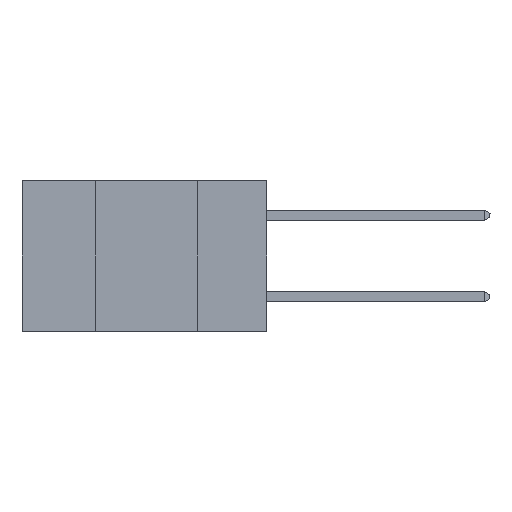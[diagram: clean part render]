
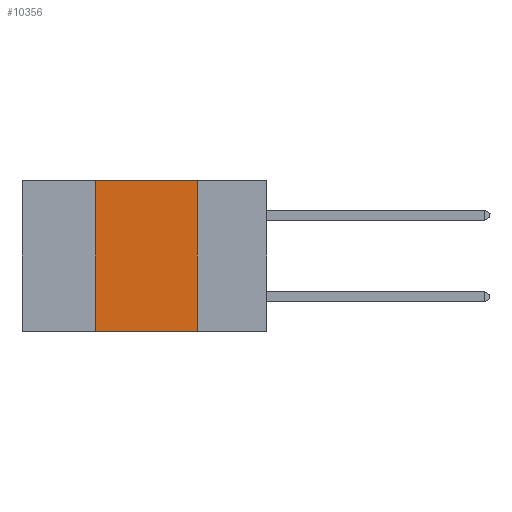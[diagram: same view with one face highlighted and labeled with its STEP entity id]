
A CAD part, left-side view. The second image highlights one B-rep face of the part: STEP entity #10356.
In plain terms, the highlighted planar face has unit normal (-1, 0, 0).
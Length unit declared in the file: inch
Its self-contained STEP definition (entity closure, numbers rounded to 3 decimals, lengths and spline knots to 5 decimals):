
#521 = VERTEX_POINT ( 'NONE', #717 ) ;
#562 = VERTEX_POINT ( 'NONE', #15644 ) ;
#717 = CARTESIAN_POINT ( 'NONE',  ( 0., 0.17, 0. ) ) ;
#933 = EDGE_CURVE ( 'NONE', #11292, #4568, #20003, .T. ) ;
#2047 = ORIENTED_EDGE ( 'NONE', *, *, #6418, .F. ) ;
#2915 = VECTOR ( 'NONE', #10468, 39.37008 ) ;
#3444 = LINE ( 'NONE', #10816, #16089 ) ;
#4568 = VERTEX_POINT ( 'NONE', #6986 ) ;
#5904 = DIRECTION ( 'NONE',  ( 1., 0., 0. ) ) ;
#6132 = EDGE_CURVE ( 'NONE', #521, #4568, #18910, .T. ) ;
#6418 = EDGE_CURVE ( 'NONE', #562, #521, #13753, .T. ) ;
#6986 = CARTESIAN_POINT ( 'NONE',  ( 0., 0.17, -0.37 ) ) ;
#7273 = VECTOR ( 'NONE', #20304, 39.37008 ) ;
#9118 = PLANE ( 'NONE',  #18729 ) ;
#10356 = ADVANCED_FACE ( 'NONE', ( #20249 ), #9118, .F. ) ;
#10468 = DIRECTION ( 'NONE',  ( 0., 0., -1. ) ) ;
#10816 = CARTESIAN_POINT ( 'NONE',  ( 0., 0.42, 0. ) ) ;
#11292 = VERTEX_POINT ( 'NONE', #19827 ) ;
#11503 = ORIENTED_EDGE ( 'NONE', *, *, #6132, .F. ) ;
#12351 = EDGE_CURVE ( 'NONE', #11292, #562, #3444, .T. ) ;
#13753 = LINE ( 'NONE', #13761, #7273 ) ;
#13761 = CARTESIAN_POINT ( 'NONE',  ( 0., 0.6, 0. ) ) ;
#14803 = EDGE_LOOP ( 'NONE', ( #11503, #2047, #18034, #16780 ) ) ;
#15644 = CARTESIAN_POINT ( 'NONE',  ( 0., 0.42, 0. ) ) ;
#15663 = VECTOR ( 'NONE', #20680, 39.37008 ) ;
#16089 = VECTOR ( 'NONE', #19048, 39.37008 ) ;
#16780 = ORIENTED_EDGE ( 'NONE', *, *, #933, .T. ) ;
#17069 = CARTESIAN_POINT ( 'NONE',  ( 0., 0.17, 0. ) ) ;
#17317 = CARTESIAN_POINT ( 'NONE',  ( 0., 0.6, 0. ) ) ;
#17455 = DIRECTION ( 'NONE',  ( 0., 0., -1. ) ) ;
#18034 = ORIENTED_EDGE ( 'NONE', *, *, #12351, .F. ) ;
#18729 = AXIS2_PLACEMENT_3D ( 'NONE', #17317, #5904, #17455 ) ;
#18910 = LINE ( 'NONE', #17069, #2915 ) ;
#19048 = DIRECTION ( 'NONE',  ( 0., 0., 1. ) ) ;
#19180 = CARTESIAN_POINT ( 'NONE',  ( 0., 0.6, -0.37 ) ) ;
#19827 = CARTESIAN_POINT ( 'NONE',  ( 0., 0.42, -0.37 ) ) ;
#20003 = LINE ( 'NONE', #19180, #15663 ) ;
#20249 = FACE_OUTER_BOUND ( 'NONE', #14803, .T. ) ;
#20304 = DIRECTION ( 'NONE',  ( 0., -1., 0. ) ) ;
#20680 = DIRECTION ( 'NONE',  ( 0., -1., 0. ) ) ;
